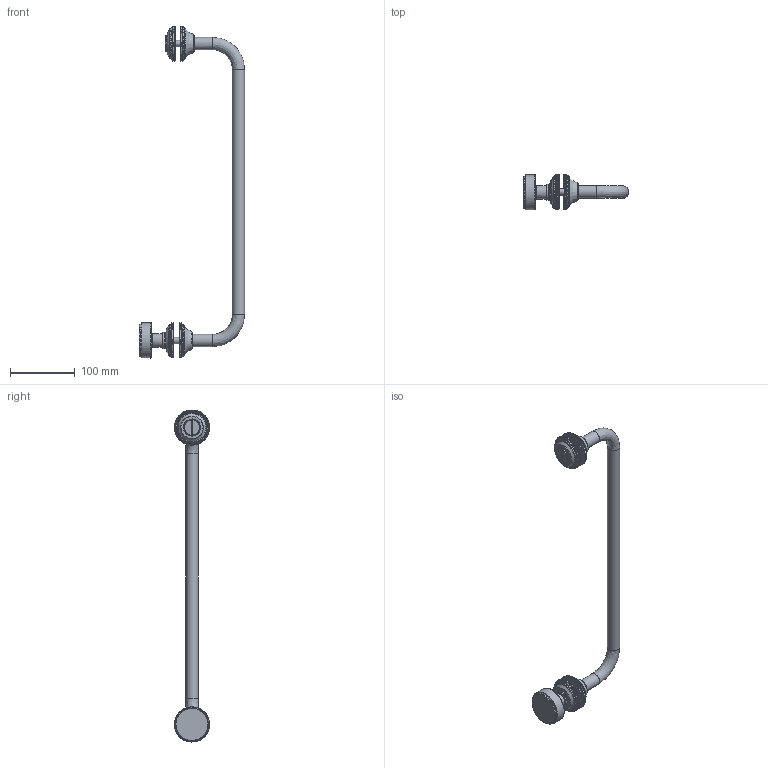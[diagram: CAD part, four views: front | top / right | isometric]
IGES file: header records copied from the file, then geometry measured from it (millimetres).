
Global section: file name: N6762-B SHOWER DOOR; native system: Autodesk Inventor 2018; preprocessor: unknown; author: adaniels; date: 20181128.134621; units: millimetre
Bounding box: 161.91 x 53.99 x 511.19 mm (x, y, z)
Volume: 168307.4 mm3; surface area: 122467 mm2
Topology: 17 solids, 17 shells, 2216 faces, 4936 edges, 2789 vertices
Faces by surface type: bspline 2216
